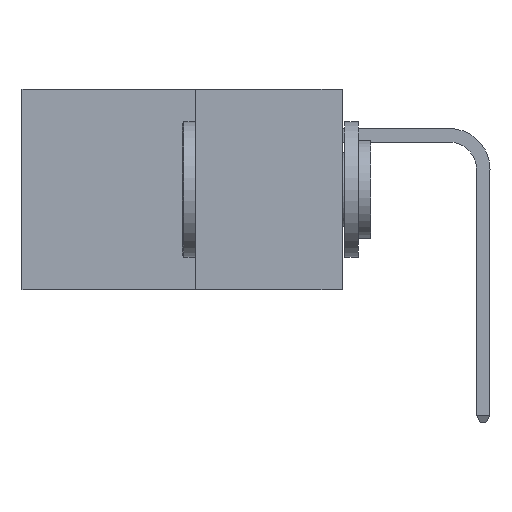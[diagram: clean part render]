
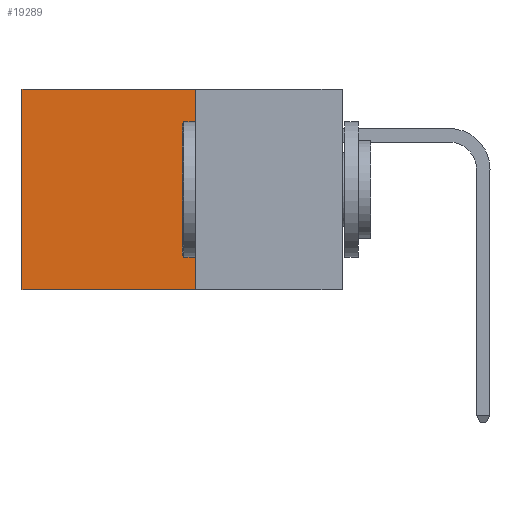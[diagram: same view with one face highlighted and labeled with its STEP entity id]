
A CAD part, left-side view. The second image highlights one B-rep face of the part: STEP entity #19289.
In plain terms, the highlighted planar face has unit normal (-1, 0, 0).
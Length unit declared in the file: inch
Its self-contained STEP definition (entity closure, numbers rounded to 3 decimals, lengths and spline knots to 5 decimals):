
#820 = LINE ( 'NONE', #8945, #20860 ) ;
#1323 = EDGE_CURVE ( 'NONE', #2251, #13820, #20433, .T. ) ;
#1739 = EDGE_CURVE ( 'NONE', #9601, #18046, #4197, .T. ) ;
#2251 = VERTEX_POINT ( 'NONE', #4511 ) ;
#3289 = DIRECTION ( 'NONE',  ( 0., 0., -1. ) ) ;
#3340 = FACE_OUTER_BOUND ( 'NONE', #12218, .T. ) ;
#3352 = CARTESIAN_POINT ( 'NONE',  ( 0.277, 0.27, -0.37 ) ) ;
#4197 = LINE ( 'NONE', #3352, #8065 ) ;
#4511 = CARTESIAN_POINT ( 'NONE',  ( 0.277, 0.27, 0. ) ) ;
#5813 = CARTESIAN_POINT ( 'NONE',  ( 0.277, 0.59, -0.37 ) ) ;
#6576 = EDGE_CURVE ( 'NONE', #2251, #9601, #820, .T. ) ;
#6934 = CARTESIAN_POINT ( 'NONE',  ( 0.277, 0.59, 0. ) ) ;
#7527 = AXIS2_PLACEMENT_3D ( 'NONE', #11471, #13114, #3289 ) ;
#8065 = VECTOR ( 'NONE', #15976, 39.37008 ) ;
#8219 = DIRECTION ( 'NONE',  ( 0., 0., -1. ) ) ;
#8588 = VECTOR ( 'NONE', #14885, 39.37008 ) ;
#8945 = CARTESIAN_POINT ( 'NONE',  ( 0.277, 0.27, -0.37 ) ) ;
#9601 = VERTEX_POINT ( 'NONE', #15302 ) ;
#9829 = PLANE ( 'NONE',  #7527 ) ;
#10740 = ORIENTED_EDGE ( 'NONE', *, *, #1323, .T. ) ;
#10997 = EDGE_CURVE ( 'NONE', #13820, #18046, #20941, .T. ) ;
#11471 = CARTESIAN_POINT ( 'NONE',  ( 0.277, 0.27, -0.37 ) ) ;
#11662 = CARTESIAN_POINT ( 'NONE',  ( 0.277, 0.59, -0.37 ) ) ;
#12218 = EDGE_LOOP ( 'NONE', ( #20409, #14543, #17411, #10740 ) ) ;
#12478 = VECTOR ( 'NONE', #13987, 39.37008 ) ;
#13114 = DIRECTION ( 'NONE',  ( 1., 0., 0. ) ) ;
#13820 = VERTEX_POINT ( 'NONE', #6934 ) ;
#13987 = DIRECTION ( 'NONE',  ( 0., 0., -1. ) ) ;
#14543 = ORIENTED_EDGE ( 'NONE', *, *, #1739, .F. ) ;
#14885 = DIRECTION ( 'NONE',  ( 0., 1., 0. ) ) ;
#15302 = CARTESIAN_POINT ( 'NONE',  ( 0.277, 0.27, -0.37 ) ) ;
#15976 = DIRECTION ( 'NONE',  ( 0., 1., 0. ) ) ;
#17411 = ORIENTED_EDGE ( 'NONE', *, *, #6576, .F. ) ;
#18046 = VERTEX_POINT ( 'NONE', #11662 ) ;
#19289 = ADVANCED_FACE ( 'NONE', ( #3340 ), #9829, .F. ) ;
#20332 = CARTESIAN_POINT ( 'NONE',  ( 0.277, 0.27, 0. ) ) ;
#20409 = ORIENTED_EDGE ( 'NONE', *, *, #10997, .T. ) ;
#20433 = LINE ( 'NONE', #20332, #8588 ) ;
#20860 = VECTOR ( 'NONE', #8219, 39.37008 ) ;
#20941 = LINE ( 'NONE', #5813, #12478 ) ;
